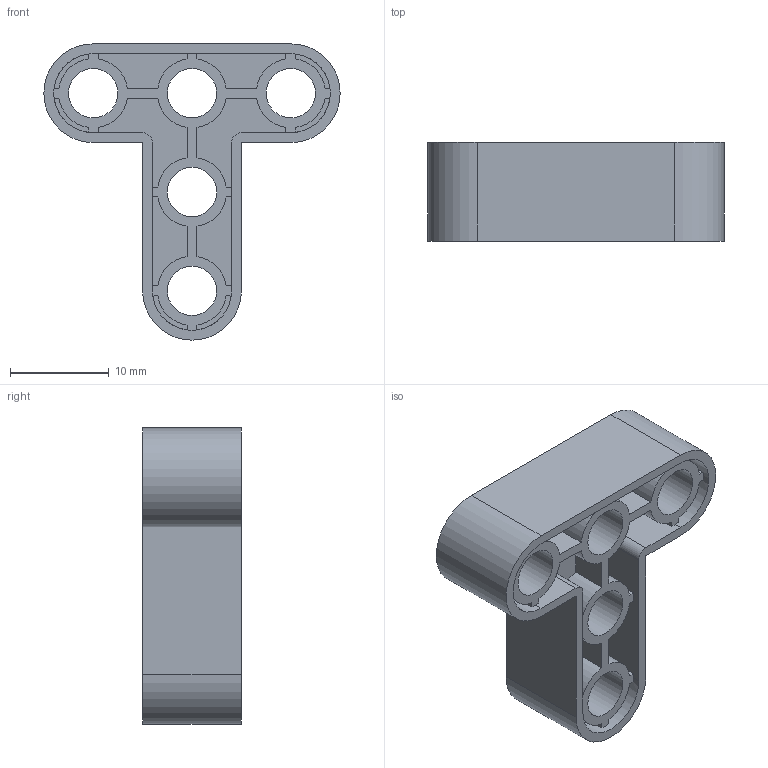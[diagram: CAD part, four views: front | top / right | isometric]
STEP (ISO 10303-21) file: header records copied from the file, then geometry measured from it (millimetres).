
FILE_DESCRIPTION(/* description */ ('','CAx-IF Rec.Pracs.---Representation and Presentation of Product Manufacturing Information (PMI)---4.0---2014-10-13'),/* implementation_level */ '2;1');
FILE_NAME(/* name */ 'A90T.stp',/* time_stamp */ '2019-02-11T23:43:47+01:00',/* author */ ('Varga Daniel'),/* organization */ (''),/* preprocessor_version */ 'ST-DEVELOPER v17.2',/* originating_system */ 'Autodesk Inventor 2019',/* authorisation */ '');
FILE_SCHEMA (('AP242_MANAGED_MODEL_BASED_3D_ENGINEERING_MIM_LF { 1 0 10303 442 1 1 4 }'));
Length unit declared in the file: millimetre
Products named in the file (1): A90T
Bounding box: 30 x 10 x 30 mm (x, y, z)
Volume: 2137.4 mm3; surface area: 4228.3 mm2
Topology: 1 solids, 1 shells, 165 faces, 489 edges, 328 vertices
Faces by surface type: plane 107, cylinder 58
Full cylindrical faces by diameter (mm): 5 x5
Entity records: 5707 total; most frequent: CARTESIAN_POINT 1000, DIRECTION 993, ORIENTED_EDGE 978, EDGE_CURVE 489, LINE 343, VECTOR 343, VERTEX_POINT 328, AXIS2_PLACEMENT_3D 325
